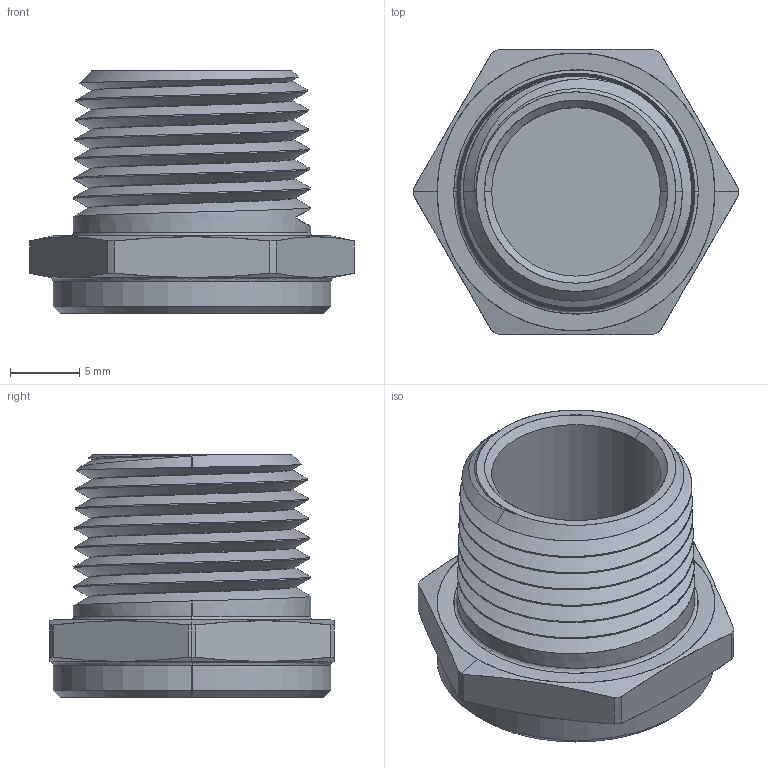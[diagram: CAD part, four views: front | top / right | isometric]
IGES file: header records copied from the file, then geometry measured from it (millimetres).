
Start section: SolidWorks IGES file using analytic representation for surfaces
Global section: file name: 403024.igs; native system: SolidWorks 2012; preprocessor: SolidWorks 2012; author: spencer; date: 130819.140004; units: inch
Bounding box: 23.45 x 20.57 x 17.53 mm (x, y, z)
Surface area: 2962.5 mm2 (no closed solid volume)
Topology: 0 solids, 0 shells, 64 faces, 2090 edges, 2248 vertices
Faces by surface type: revolution 42, bspline 22
